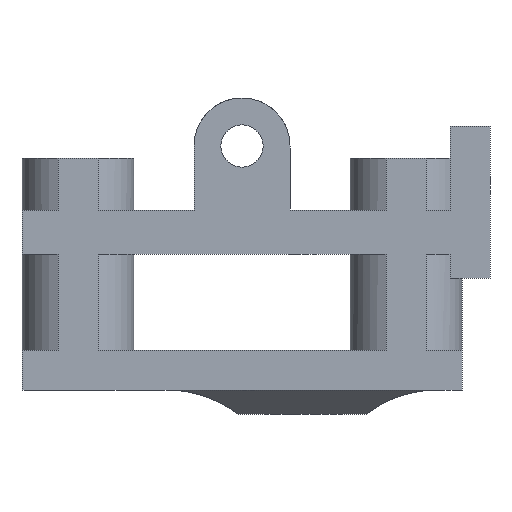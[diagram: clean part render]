
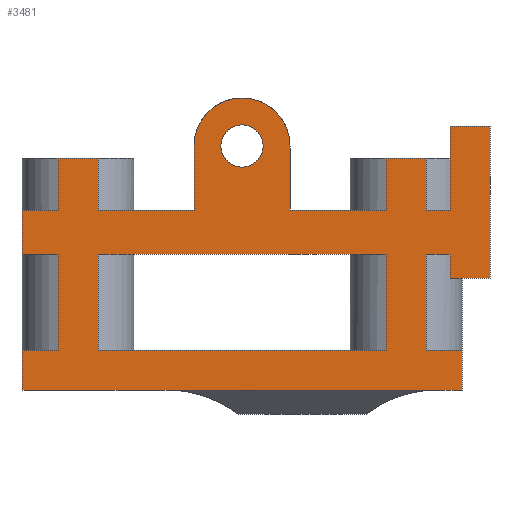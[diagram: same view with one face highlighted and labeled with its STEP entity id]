
A CAD part, front view. The second image highlights one B-rep face of the part: STEP entity #3481.
In plain terms, the highlighted planar face has unit normal (0, -1, 0).
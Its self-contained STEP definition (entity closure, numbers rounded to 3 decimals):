
#44=DIRECTION('',(-1.,0.,0.));
#45=VECTOR('',#44,55.);
#46=CARTESIAN_POINT('',(27.5,-11.,0.));
#47=LINE('',#46,#45);
#73=DIRECTION('',(-1.,0.,0.));
#74=VECTOR('',#73,5.);
#75=CARTESIAN_POINT('',(-18.,-11.,29.));
#76=LINE('',#75,#74);
#109=DIRECTION('',(-1.,0.,0.));
#110=VECTOR('',#109,5.);
#111=CARTESIAN_POINT('',(23.,-11.,29.));
#112=LINE('',#111,#110);
#198=DIRECTION('',(-1.,0.,0.));
#199=VECTOR('',#198,36.);
#200=CARTESIAN_POINT('',(18.,-11.,5.));
#201=LINE('',#200,#199);
#236=DIRECTION('',(-1.,0.,0.));
#237=VECTOR('',#236,4.5);
#238=CARTESIAN_POINT('',(27.5,-11.,5.));
#239=LINE('',#238,#237);
#244=DIRECTION('',(-1.,0.,0.));
#245=VECTOR('',#244,4.5);
#246=CARTESIAN_POINT('',(-23.,-11.,5.));
#247=LINE('',#246,#245);
#280=DIRECTION('',(0.,0.,1.));
#281=VECTOR('',#280,12.);
#282=CARTESIAN_POINT('',(18.,-11.,5.));
#283=LINE('',#282,#281);
#284=DIRECTION('',(0.,0.,1.));
#285=VECTOR('',#284,6.5);
#286=CARTESIAN_POINT('',(18.,-11.,22.5));
#287=LINE('',#286,#285);
#395=DIRECTION('',(0.,0.,-1.));
#396=VECTOR('',#395,10.5);
#397=CARTESIAN_POINT('',(26.,-11.,33.));
#398=LINE('',#397,#396);
#399=DIRECTION('',(0.,0.,-1.));
#400=VECTOR('',#399,3.);
#401=CARTESIAN_POINT('',(26.,-11.,17.));
#402=LINE('',#401,#400);
#429=DIRECTION('',(1.,0.,0.));
#430=VECTOR('',#429,4.5);
#431=CARTESIAN_POINT('',(-27.5,-11.,22.5));
#432=LINE('',#431,#430);
#497=DIRECTION('',(1.,0.,0.));
#498=VECTOR('',#497,12.);
#499=CARTESIAN_POINT('',(6.,-11.,22.5));
#500=LINE('',#499,#498);
#513=DIRECTION('',(1.,0.,0.));
#514=VECTOR('',#513,12.);
#515=CARTESIAN_POINT('',(-18.,-11.,22.5));
#516=LINE('',#515,#514);
#567=DIRECTION('',(1.,0.,0.));
#568=VECTOR('',#567,3.);
#569=CARTESIAN_POINT('',(23.,-11.,22.5));
#570=LINE('',#569,#568);
#595=DIRECTION('',(0.,0.,1.));
#596=VECTOR('',#595,12.);
#597=CARTESIAN_POINT('',(-23.,-11.,5.));
#598=LINE('',#597,#596);
#599=DIRECTION('',(0.,0.,1.));
#600=VECTOR('',#599,6.5);
#601=CARTESIAN_POINT('',(-23.,-11.,22.5));
#602=LINE('',#601,#600);
#611=DIRECTION('',(1.,0.,0.));
#612=VECTOR('',#611,4.5);
#613=CARTESIAN_POINT('',(-27.5,-11.,17.));
#614=LINE('',#613,#612);
#651=DIRECTION('',(1.,0.,0.));
#652=VECTOR('',#651,3.);
#653=CARTESIAN_POINT('',(23.,-11.,17.));
#654=LINE('',#653,#652);
#727=DIRECTION('',(1.,0.,0.));
#728=VECTOR('',#727,36.);
#729=CARTESIAN_POINT('',(-18.,-11.,17.));
#730=LINE('',#729,#728);
#1041=DIRECTION('',(0.,0.,1.));
#1042=VECTOR('',#1041,12.);
#1043=CARTESIAN_POINT('',(-18.,-11.,5.));
#1044=LINE('',#1043,#1042);
#1045=CARTESIAN_POINT('',(0.,-11.,30.5));
#1046=DIRECTION('',(0.,-1.,0.));
#1047=DIRECTION('',(1.,0.,0.));
#1048=AXIS2_PLACEMENT_3D('',#1045,#1046,#1047);
#1050=CARTESIAN_POINT('',(0.,-11.,30.5));
#1051=DIRECTION('',(0.,-1.,0.));
#1052=DIRECTION('',(-1.,0.,0.));
#1053=AXIS2_PLACEMENT_3D('',#1050,#1051,#1052);
#1055=DIRECTION('',(1.,0.,0.));
#1056=VECTOR('',#1055,5.);
#1057=CARTESIAN_POINT('',(26.,-11.,33.));
#1058=LINE('',#1057,#1056);
#1059=DIRECTION('',(0.,0.,1.));
#1060=VECTOR('',#1059,12.);
#1061=CARTESIAN_POINT('',(23.,-11.,5.));
#1062=LINE('',#1061,#1060);
#1063=DIRECTION('',(0.,0.,1.));
#1064=VECTOR('',#1063,5.);
#1065=CARTESIAN_POINT('',(27.5,-11.,0.));
#1066=LINE('',#1065,#1064);
#1067=DIRECTION('',(0.,0.,-1.));
#1068=VECTOR('',#1067,5.5);
#1069=CARTESIAN_POINT('',(-27.5,-11.,22.5));
#1070=LINE('',#1069,#1068);
#1071=DIRECTION('',(0.,0.,1.));
#1072=VECTOR('',#1071,6.5);
#1073=CARTESIAN_POINT('',(-18.,-11.,22.5));
#1074=LINE('',#1073,#1072);
#1075=DIRECTION('',(0.,0.,1.));
#1076=VECTOR('',#1075,8.);
#1077=CARTESIAN_POINT('',(-6.,-11.,22.5));
#1078=LINE('',#1077,#1076);
#1079=CARTESIAN_POINT('',(0.,-11.,30.5));
#1080=DIRECTION('',(0.,1.,0.));
#1081=DIRECTION('',(-1.,0.,0.));
#1082=AXIS2_PLACEMENT_3D('',#1079,#1080,#1081);
#1084=DIRECTION('',(0.,0.,-1.));
#1085=VECTOR('',#1084,8.);
#1086=CARTESIAN_POINT('',(6.,-11.,30.5));
#1087=LINE('',#1086,#1085);
#1088=DIRECTION('',(0.,0.,1.));
#1089=VECTOR('',#1088,6.5);
#1090=CARTESIAN_POINT('',(23.,-11.,22.5));
#1091=LINE('',#1090,#1089);
#1731=DIRECTION('',(1.,0.,0.));
#1732=VECTOR('',#1731,5.);
#1733=CARTESIAN_POINT('',(26.,-11.,14.));
#1734=LINE('',#1733,#1732);
#1739=DIRECTION('',(0.,0.,-1.));
#1740=VECTOR('',#1739,19.);
#1741=CARTESIAN_POINT('',(31.,-11.,33.));
#1742=LINE('',#1741,#1740);
#1797=DIRECTION('',(0.,0.,1.));
#1798=VECTOR('',#1797,5.);
#1799=CARTESIAN_POINT('',(-27.5,-11.,0.));
#1800=LINE('',#1799,#1798);
#1827=CARTESIAN_POINT('',(27.5,-11.,0.));
#1828=CARTESIAN_POINT('',(-27.5,-11.,0.));
#1829=VERTEX_POINT('',#1827);
#1830=VERTEX_POINT('',#1828);
#1839=CARTESIAN_POINT('',(27.5,-11.,5.));
#1840=VERTEX_POINT('',#1839);
#1841=CARTESIAN_POINT('',(-27.5,-11.,5.));
#1842=VERTEX_POINT('',#1841);
#1861=CARTESIAN_POINT('',(-27.5,-11.,22.5));
#1862=CARTESIAN_POINT('',(-27.5,-11.,17.));
#1863=VERTEX_POINT('',#1861);
#1864=VERTEX_POINT('',#1862);
#1869=CARTESIAN_POINT('',(23.,-11.,29.));
#1870=CARTESIAN_POINT('',(18.,-11.,29.));
#1871=VERTEX_POINT('',#1869);
#1872=VERTEX_POINT('',#1870);
#1873=CARTESIAN_POINT('',(-18.,-11.,29.));
#1874=CARTESIAN_POINT('',(-23.,-11.,29.));
#1875=VERTEX_POINT('',#1873);
#1876=VERTEX_POINT('',#1874);
#1909=CARTESIAN_POINT('',(18.,-11.,5.));
#1910=VERTEX_POINT('',#1909);
#1911=CARTESIAN_POINT('',(23.,-11.,5.));
#1912=VERTEX_POINT('',#1911);
#1913=CARTESIAN_POINT('',(-23.,-11.,5.));
#1914=VERTEX_POINT('',#1913);
#1915=CARTESIAN_POINT('',(-18.,-11.,5.));
#1916=VERTEX_POINT('',#1915);
#1917=CARTESIAN_POINT('',(18.,-11.,22.5));
#1918=VERTEX_POINT('',#1917);
#1919=CARTESIAN_POINT('',(23.,-11.,22.5));
#1920=VERTEX_POINT('',#1919);
#1921=CARTESIAN_POINT('',(-23.,-11.,22.5));
#1922=VERTEX_POINT('',#1921);
#1923=CARTESIAN_POINT('',(-18.,-11.,22.5));
#1924=VERTEX_POINT('',#1923);
#1925=CARTESIAN_POINT('',(18.,-11.,17.));
#1926=VERTEX_POINT('',#1925);
#1927=CARTESIAN_POINT('',(23.,-11.,17.));
#1928=VERTEX_POINT('',#1927);
#1929=CARTESIAN_POINT('',(-23.,-11.,17.));
#1930=VERTEX_POINT('',#1929);
#1931=CARTESIAN_POINT('',(-18.,-11.,17.));
#1932=VERTEX_POINT('',#1931);
#1967=CARTESIAN_POINT('',(-6.,-11.,30.5));
#1968=CARTESIAN_POINT('',(6.,-11.,30.5));
#1969=VERTEX_POINT('',#1967);
#1970=VERTEX_POINT('',#1968);
#1977=CARTESIAN_POINT('',(-6.,-11.,22.5));
#1978=VERTEX_POINT('',#1977);
#1979=CARTESIAN_POINT('',(6.,-11.,22.5));
#1980=VERTEX_POINT('',#1979);
#2217=CARTESIAN_POINT('',(2.65,-11.,30.5));
#2218=CARTESIAN_POINT('',(-2.65,-11.,30.5));
#2219=VERTEX_POINT('',#2217);
#2220=VERTEX_POINT('',#2218);
#2288=CARTESIAN_POINT('',(26.,-11.,33.));
#2290=VERTEX_POINT('',#2288);
#2291=CARTESIAN_POINT('',(31.,-11.,14.));
#2293=VERTEX_POINT('',#2291);
#2297=CARTESIAN_POINT('',(31.,-11.,33.));
#2298=VERTEX_POINT('',#2297);
#2299=CARTESIAN_POINT('',(26.,-11.,14.));
#2300=VERTEX_POINT('',#2299);
#2319=CARTESIAN_POINT('',(26.,-11.,22.5));
#2320=VERTEX_POINT('',#2319);
#2325=CARTESIAN_POINT('',(26.,-11.,17.));
#2326=VERTEX_POINT('',#2325);
#3424=CARTESIAN_POINT('',(27.5,-11.,0.));
#3425=DIRECTION('',(0.,-1.,0.));
#3426=DIRECTION('',(-1.,0.,0.));
#3427=AXIS2_PLACEMENT_3D('',#3424,#3425,#3426);
#3428=PLANE('',#3427);
#3429=ORIENTED_EDGE('',*,*,#2858,.T.);
#3430=ORIENTED_EDGE('',*,*,#2709,.F.);
#3432=ORIENTED_EDGE('',*,*,#3431,.T.);
#3434=ORIENTED_EDGE('',*,*,#3433,.T.);
#3436=ORIENTED_EDGE('',*,*,#3435,.F.);
#3437=ORIENTED_EDGE('',*,*,#2731,.F.);
#3438=ORIENTED_EDGE('',*,*,#2934,.F.);
#3440=ORIENTED_EDGE('',*,*,#3439,.F.);
#3441=ORIENTED_EDGE('',*,*,#2579,.F.);
#3443=ORIENTED_EDGE('',*,*,#3442,.F.);
#3444=ORIENTED_EDGE('',*,*,#2384,.T.);
#3446=ORIENTED_EDGE('',*,*,#3445,.T.);
#3447=ORIENTED_EDGE('',*,*,#2591,.F.);
#3448=ORIENTED_EDGE('',*,*,#2892,.T.);
#3449=ORIENTED_EDGE('',*,*,#2920,.F.);
#3450=ORIENTED_EDGE('',*,*,#3012,.F.);
#3451=ORIENTED_EDGE('',*,*,#2760,.T.);
#3452=ORIENTED_EDGE('',*,*,#2905,.T.);
#3453=ORIENTED_EDGE('',*,*,#2438,.F.);
#3455=ORIENTED_EDGE('',*,*,#3454,.F.);
#3456=ORIENTED_EDGE('',*,*,#2820,.T.);
#3458=ORIENTED_EDGE('',*,*,#3457,.T.);
#3459=ORIENTED_EDGE('',*,*,#3399,.T.);
#3460=ORIENTED_EDGE('',*,*,#3338,.T.);
#3461=ORIENTED_EDGE('',*,*,#2812,.T.);
#3462=ORIENTED_EDGE('',*,*,#2622,.T.);
#3463=ORIENTED_EDGE('',*,*,#2460,.F.);
#3465=ORIENTED_EDGE('',*,*,#3464,.F.);
#3466=EDGE_LOOP('',(#3429,#3430,#3432,#3434,#3436,#3437,#3438,#3440,#3441,#3443,
#3444,#3446,#3447,#3448,#3449,#3450,#3451,#3452,#3453,#3455,#3456,#3458,#3459,
#3460,#3461,#3462,#3463,#3465));
#3467=FACE_OUTER_BOUND('',#3466,.F.);
#3468=ORIENTED_EDGE('',*,*,#2608,.T.);
#3469=ORIENTED_EDGE('',*,*,#2980,.F.);
#3471=ORIENTED_EDGE('',*,*,#3470,.F.);
#3472=ORIENTED_EDGE('',*,*,#2532,.F.);
#3473=EDGE_LOOP('',(#3468,#3469,#3471,#3472));
#3474=FACE_BOUND('',#3473,.F.);
#3476=ORIENTED_EDGE('',*,*,#3475,.T.);
#3478=ORIENTED_EDGE('',*,*,#3477,.T.);
#3479=EDGE_LOOP('',(#3476,#3478));
#3480=FACE_BOUND('',#3479,.F.);
#3481=ADVANCED_FACE('',(#3467,#3474,#3480),#3428,.T.);
#1049=CIRCLE('',#1048,2.65);
#1054=CIRCLE('',#1053,2.65);
#1083=CIRCLE('',#1082,6.);
#2384=EDGE_CURVE('',#1829,#1830,#47,.T.);
#2438=EDGE_CURVE('',#1875,#1876,#76,.T.);
#2460=EDGE_CURVE('',#1871,#1872,#112,.T.);
#2532=EDGE_CURVE('',#1910,#1916,#201,.T.);
#2579=EDGE_CURVE('',#1840,#1912,#239,.T.);
#2591=EDGE_CURVE('',#1914,#1842,#247,.T.);
#2608=EDGE_CURVE('',#1910,#1926,#283,.T.);
#2622=EDGE_CURVE('',#1918,#1872,#287,.T.);
#2709=EDGE_CURVE('',#2290,#2320,#398,.T.);
#2731=EDGE_CURVE('',#2326,#2300,#402,.T.);
#2760=EDGE_CURVE('',#1863,#1922,#432,.T.);
#2812=EDGE_CURVE('',#1980,#1918,#500,.T.);
#2820=EDGE_CURVE('',#1924,#1978,#516,.T.);
#2858=EDGE_CURVE('',#1920,#2320,#570,.T.);
#2892=EDGE_CURVE('',#1914,#1930,#598,.T.);
#2905=EDGE_CURVE('',#1922,#1876,#602,.T.);
#2920=EDGE_CURVE('',#1864,#1930,#614,.T.);
#2934=EDGE_CURVE('',#1928,#2326,#654,.T.);
#2980=EDGE_CURVE('',#1932,#1926,#730,.T.);
#3012=EDGE_CURVE('',#1863,#1864,#1070,.T.);
#3338=EDGE_CURVE('',#1970,#1980,#1087,.T.);
#3399=EDGE_CURVE('',#1969,#1970,#1083,.T.);
#3431=EDGE_CURVE('',#2290,#2298,#1058,.T.);
#3433=EDGE_CURVE('',#2298,#2293,#1742,.T.);
#3435=EDGE_CURVE('',#2300,#2293,#1734,.T.);
#3439=EDGE_CURVE('',#1912,#1928,#1062,.T.);
#3442=EDGE_CURVE('',#1829,#1840,#1066,.T.);
#3445=EDGE_CURVE('',#1830,#1842,#1800,.T.);
#3454=EDGE_CURVE('',#1924,#1875,#1074,.T.);
#3457=EDGE_CURVE('',#1978,#1969,#1078,.T.);
#3464=EDGE_CURVE('',#1920,#1871,#1091,.T.);
#3470=EDGE_CURVE('',#1916,#1932,#1044,.T.);
#3475=EDGE_CURVE('',#2219,#2220,#1049,.T.);
#3477=EDGE_CURVE('',#2220,#2219,#1054,.T.);
